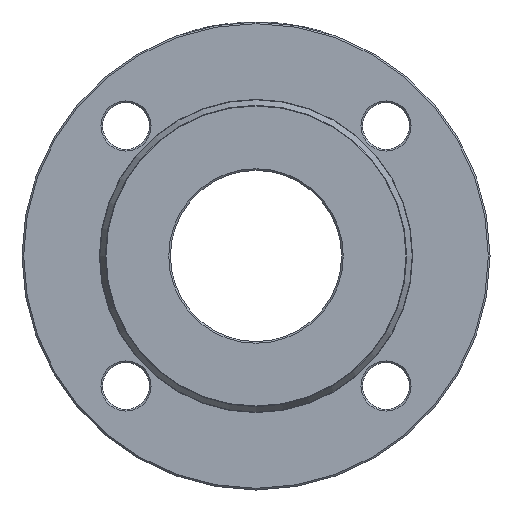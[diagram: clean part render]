
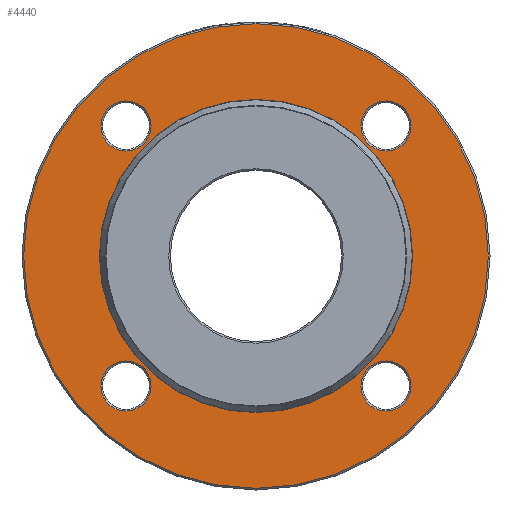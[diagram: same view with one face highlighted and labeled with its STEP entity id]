
A CAD part, left-side view. The second image highlights one B-rep face of the part: STEP entity #4440.
In plain terms, the highlighted planar face has unit normal (-1, 0, 0).
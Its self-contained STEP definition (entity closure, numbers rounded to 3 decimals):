
#69 = CARTESIAN_POINT ( 'NONE',  ( 3., 38.891, 38.891 ) ) ;
#304 = DIRECTION ( 'NONE',  ( 1., 0., 0. ) ) ;
#343 = CIRCLE ( 'NONE', #1929, 7.5 ) ;
#384 = DIRECTION ( 'NONE',  ( 0., -1., 0. ) ) ;
#437 = VERTEX_POINT ( 'NONE', #2568 ) ;
#522 = CIRCLE ( 'NONE', #1508, 7.5 ) ;
#578 = EDGE_LOOP ( 'NONE', ( #4460 ) ) ;
#587 = FACE_OUTER_BOUND ( 'NONE', #1616, .T. ) ;
#615 = ORIENTED_EDGE ( 'NONE', *, *, #3382, .T. ) ;
#622 = EDGE_CURVE ( 'NONE', #3848, #3848, #343, .T. ) ;
#718 = CARTESIAN_POINT ( 'NONE',  ( 3., 0., 0. ) ) ;
#841 = ORIENTED_EDGE ( 'NONE', *, *, #622, .T. ) ;
#907 = EDGE_CURVE ( 'NONE', #3013, #3013, #2074, .T. ) ;
#918 = CIRCLE ( 'NONE', #1296, 7.5 ) ;
#1031 = CARTESIAN_POINT ( 'NONE',  ( 3., 0., -46.848 ) ) ;
#1061 = DIRECTION ( 'NONE',  ( 0., 0., -1. ) ) ;
#1136 = DIRECTION ( 'NONE',  ( 0., 0., -1. ) ) ;
#1296 = AXIS2_PLACEMENT_3D ( 'NONE', #69, #1869, #1515 ) ;
#1317 = AXIS2_PLACEMENT_3D ( 'NONE', #718, #1846, #1136 ) ;
#1430 = DIRECTION ( 'NONE',  ( 0., 0., 1. ) ) ;
#1454 = VERTEX_POINT ( 'NONE', #2550 ) ;
#1486 = CIRCLE ( 'NONE', #4070, 7.5 ) ;
#1508 = AXIS2_PLACEMENT_3D ( 'NONE', #4569, #2179, #384 ) ;
#1515 = DIRECTION ( 'NONE',  ( 0., 1., 0. ) ) ;
#1602 = AXIS2_PLACEMENT_3D ( 'NONE', #2321, #3411, #4108 ) ;
#1616 = EDGE_LOOP ( 'NONE', ( #1631 ) ) ;
#1631 = ORIENTED_EDGE ( 'NONE', *, *, #907, .T. ) ;
#1735 = VERTEX_POINT ( 'NONE', #1031 ) ;
#1846 = DIRECTION ( 'NONE',  ( -1., 0., 0. ) ) ;
#1869 = DIRECTION ( 'NONE',  ( 1., 0., 0. ) ) ;
#1929 = AXIS2_PLACEMENT_3D ( 'NONE', #2876, #2828, #1430 ) ;
#2004 = FACE_BOUND ( 'NONE', #4050, .T. ) ;
#2031 = DIRECTION ( 'NONE',  ( 1., 0., 0. ) ) ;
#2047 = ORIENTED_EDGE ( 'NONE', *, *, #2952, .T. ) ;
#2074 = CIRCLE ( 'NONE', #1317, 69.5 ) ;
#2179 = DIRECTION ( 'NONE',  ( 1., 0., 0. ) ) ;
#2321 = CARTESIAN_POINT ( 'NONE',  ( 3., 46.732, 0. ) ) ;
#2348 = DIRECTION ( 'NONE',  ( 0., 0., -1. ) ) ;
#2457 = VERTEX_POINT ( 'NONE', #4600 ) ;
#2515 = ORIENTED_EDGE ( 'NONE', *, *, #2930, .T. ) ;
#2550 = CARTESIAN_POINT ( 'NONE',  ( 3., 38.891, -46.391 ) ) ;
#2568 = CARTESIAN_POINT ( 'NONE',  ( 3., -46.391, -38.891 ) ) ;
#2673 = EDGE_LOOP ( 'NONE', ( #2047 ) ) ;
#2690 = FACE_BOUND ( 'NONE', #2772, .T. ) ;
#2745 = EDGE_LOOP ( 'NONE', ( #615 ) ) ;
#2772 = EDGE_LOOP ( 'NONE', ( #841 ) ) ;
#2828 = DIRECTION ( 'NONE',  ( 1., 0., 0. ) ) ;
#2876 = CARTESIAN_POINT ( 'NONE',  ( 3., -38.891, 38.891 ) ) ;
#2930 = EDGE_CURVE ( 'NONE', #1735, #1735, #3085, .T. ) ;
#2952 = EDGE_CURVE ( 'NONE', #2457, #2457, #918, .T. ) ;
#3013 = VERTEX_POINT ( 'NONE', #3756 ) ;
#3085 = CIRCLE ( 'NONE', #4501, 46.848 ) ;
#3086 = FACE_BOUND ( 'NONE', #578, .T. ) ;
#3112 = FACE_BOUND ( 'NONE', #2745, .T. ) ;
#3382 = EDGE_CURVE ( 'NONE', #437, #437, #522, .T. ) ;
#3411 = DIRECTION ( 'NONE',  ( 1., 0., 0. ) ) ;
#3505 = CARTESIAN_POINT ( 'NONE',  ( 3., -38.891, 46.391 ) ) ;
#3553 = EDGE_CURVE ( 'NONE', #1454, #1454, #1486, .T. ) ;
#3756 = CARTESIAN_POINT ( 'NONE',  ( 3., 0., -69.5 ) ) ;
#3848 = VERTEX_POINT ( 'NONE', #3505 ) ;
#4050 = EDGE_LOOP ( 'NONE', ( #2515 ) ) ;
#4070 = AXIS2_PLACEMENT_3D ( 'NONE', #4513, #2031, #2348 ) ;
#4085 = PLANE ( 'NONE',  #1602 ) ;
#4108 = DIRECTION ( 'NONE',  ( 0., 0., -1. ) ) ;
#4257 = CARTESIAN_POINT ( 'NONE',  ( 3., 0., 0. ) ) ;
#4440 = ADVANCED_FACE ( 'NONE', ( #3112, #2690, #4537, #3086, #2004, #587 ), #4085, .F. ) ;
#4460 = ORIENTED_EDGE ( 'NONE', *, *, #3553, .T. ) ;
#4501 = AXIS2_PLACEMENT_3D ( 'NONE', #4257, #304, #1061 ) ;
#4513 = CARTESIAN_POINT ( 'NONE',  ( 3., 38.891, -38.891 ) ) ;
#4537 = FACE_BOUND ( 'NONE', #2673, .T. ) ;
#4569 = CARTESIAN_POINT ( 'NONE',  ( 3., -38.891, -38.891 ) ) ;
#4600 = CARTESIAN_POINT ( 'NONE',  ( 3., 46.391, 38.891 ) ) ;
